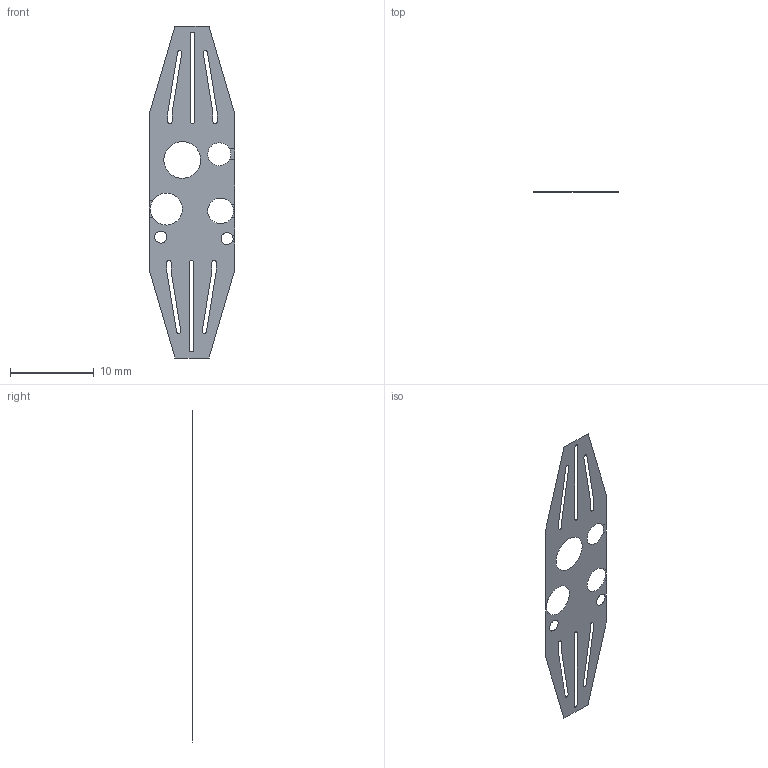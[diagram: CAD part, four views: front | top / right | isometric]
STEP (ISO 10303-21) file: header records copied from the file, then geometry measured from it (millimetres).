
FILE_DESCRIPTION(('STEP AP214'),'1');
FILE_NAME('CAD_2D_simple.stp','2020-07-22T03:46:38',(' '),(' '),'Spatial InterOp 3D',' ',' ');
FILE_SCHEMA(('AUTOMOTIVE_DESIGN { 1 0 10303 214 1 1 1 1 }'));
Length unit declared in the file: metre
Products named in the file (1): Surface
Bounding box: 10.16 x 0 x 39.57 mm (x, y, z)
Surface area: 266.7 mm2 (no closed solid volume)
Topology: 0 solids, 5 shells, 5 faces, 76 edges, 76 vertices
Faces by surface type: plane 5
Entity records: 785 total; most frequent: CARTESIAN_POINT 162, DIRECTION 120, ORIENTED_EDGE 76, EDGE_CURVE 76, VERTEX_POINT 76, LINE 52, VECTOR 52, AXIS2_PLACEMENT_3D 34
